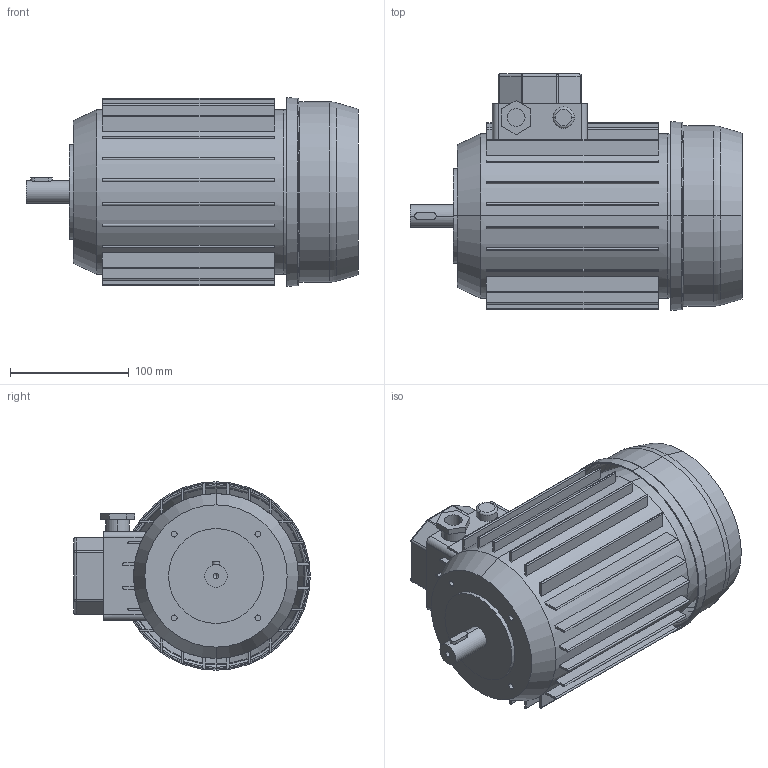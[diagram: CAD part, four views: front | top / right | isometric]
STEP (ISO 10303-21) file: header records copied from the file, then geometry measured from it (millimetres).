
FILE_DESCRIPTION (( 'STEP AP214' ), '1' );
FILE_NAME ('Motor 80 con brida B14.STEP', '2009-04-28T16:55:43', ( 'Enginy' ), ( 'Usuario' ), 'SwSTEP 2.0', 'SolidWorks 2009', '' );
FILE_SCHEMA (( 'AUTOMOTIVE_DESIGN' ));
Length unit declared in the file: millimetre
Products named in the file (4): Motor 80 con brida B14; Tapa 80 (para bridas B-5, B-5R y B-14); Brida B-14 para motor 80; Cuerpo 80 (para brida B-5 , B-14)
Assembly tree (3 placements, depth 2):
  Motor 80 con brida B14
    Cuerpo 80 (para brida B-5 , B-14)
    Tapa 80 (para bridas B-5, B-5R y B-14)
    Brida B-14 para motor 80
Bounding box: 280 x 199.5 x 159 mm (x, y, z)
Volume: 3496332.2 mm3; surface area: 321810.7 mm2
Topology: 3 solids, 3 shells, 423 faces, 1119 edges, 723 vertices
Faces by surface type: plane 301, cylinder 84, cone 16, torus 14, sphere 8
Entity records: 13460 total; most frequent: CARTESIAN_POINT 2389, DIRECTION 2225, ORIENTED_EDGE 2218, EDGE_CURVE 1109, VECTOR 835, LINE 835, VERTEX_POINT 723, AXIS2_PLACEMENT_3D 695
